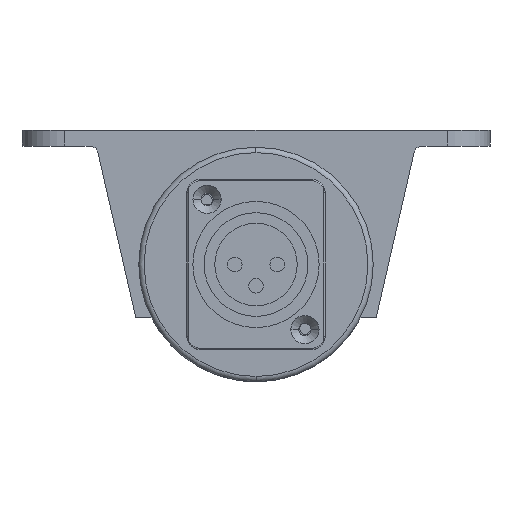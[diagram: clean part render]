
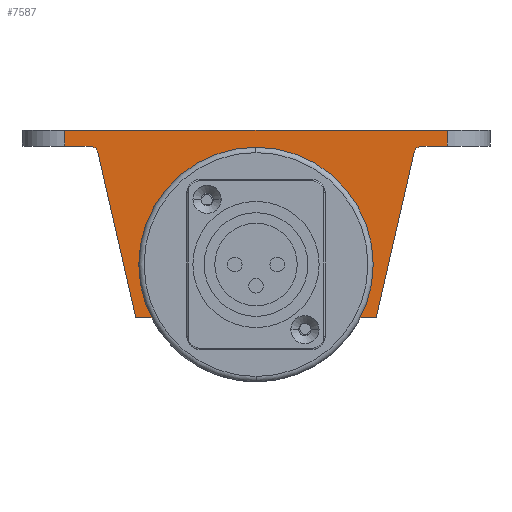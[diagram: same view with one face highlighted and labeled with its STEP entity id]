
A CAD part, front view. The second image highlights one B-rep face of the part: STEP entity #7587.
In plain terms, the highlighted face is planar.
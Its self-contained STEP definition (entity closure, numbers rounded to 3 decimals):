
#101 = DIRECTION ( 'NONE',  ( 0., -1., 0. ) ) ;
#361 = VERTEX_POINT ( 'NONE', #2552 ) ;
#381 = VECTOR ( 'NONE', #11359, 1000. ) ;
#475 = EDGE_CURVE ( 'NONE', #7239, #5064, #2258, .T. ) ;
#496 = DIRECTION ( 'NONE',  ( 0., -1., 0. ) ) ;
#501 = LINE ( 'NONE', #11657, #3102 ) ;
#524 = VERTEX_POINT ( 'NONE', #2077 ) ;
#541 = CARTESIAN_POINT ( 'NONE',  ( -30., 25.25, 16. ) ) ;
#598 = CIRCLE ( 'NONE', #12681, 20.25 ) ;
#693 = AXIS2_PLACEMENT_3D ( 'NONE', #10800, #4941, #11811 ) ;
#859 = DIRECTION ( 'NONE',  ( 1., 0., 0. ) ) ;
#922 = VECTOR ( 'NONE', #1577, 1000. ) ;
#928 = CARTESIAN_POINT ( 'NONE',  ( 31.195, 20.75, 16. ) ) ;
#1229 = LINE ( 'NONE', #3532, #922 ) ;
#1438 = ORIENTED_EDGE ( 'NONE', *, *, #6657, .F. ) ;
#1577 = DIRECTION ( 'NONE',  ( 0., 1., 0. ) ) ;
#1595 = ORIENTED_EDGE ( 'NONE', *, *, #10889, .F. ) ;
#1618 = ORIENTED_EDGE ( 'NONE', *, *, #2071, .T. ) ;
#1648 = CARTESIAN_POINT ( 'NONE',  ( -22.603, -10., 16. ) ) ;
#1700 = EDGE_LOOP ( 'NONE', ( #7768, #4720, #3463, #4670, #9662, #11027, #5822, #5764, #1595, #1438, #4790, #12721, #7923, #1618, #7210, #12707 ) ) ;
#1907 = CARTESIAN_POINT ( 'NONE',  ( 36., 22.25, 16. ) ) ;
#1916 = DIRECTION ( 'NONE',  ( 1., 0., 0. ) ) ;
#1931 = VECTOR ( 'NONE', #8331, 1000. ) ;
#1988 = EDGE_CURVE ( 'NONE', #5064, #8961, #10399, .T. ) ;
#2071 = EDGE_CURVE ( 'NONE', #7673, #8702, #7176, .T. ) ;
#2077 = CARTESIAN_POINT ( 'NONE',  ( 36., 25.25, 16. ) ) ;
#2252 = PLANE ( 'NONE',  #4066 ) ;
#2258 = CIRCLE ( 'NONE', #693, 20.25 ) ;
#2496 = CARTESIAN_POINT ( 'NONE',  ( -31.195, 22.25, 16. ) ) ;
#2552 = CARTESIAN_POINT ( 'NONE',  ( 29.733, 21.085, 16. ) ) ;
#2594 = CARTESIAN_POINT ( 'NONE',  ( 0., 0., 16. ) ) ;
#2632 = EDGE_CURVE ( 'NONE', #6098, #6523, #5613, .T. ) ;
#2819 = EDGE_CURVE ( 'NONE', #6662, #3295, #9015, .T. ) ;
#2820 = EDGE_CURVE ( 'NONE', #361, #6662, #6424, .T. ) ;
#2885 = CARTESIAN_POINT ( 'NONE',  ( 30., 22.25, 16. ) ) ;
#3102 = VECTOR ( 'NONE', #3833, 1000. ) ;
#3240 = DIRECTION ( 'NONE',  ( 1., 0., 0. ) ) ;
#3295 = VERTEX_POINT ( 'NONE', #1907 ) ;
#3463 = ORIENTED_EDGE ( 'NONE', *, *, #1988, .T. ) ;
#3532 = CARTESIAN_POINT ( 'NONE',  ( -18.603, -10., 16. ) ) ;
#3582 = DIRECTION ( 'NONE',  ( 1., 0., 0. ) ) ;
#3635 = DIRECTION ( 'NONE',  ( 1., 0., 0. ) ) ;
#3798 = VECTOR ( 'NONE', #12698, 1000. ) ;
#3833 = DIRECTION ( 'NONE',  ( 0.224, 0.975, 0. ) ) ;
#3849 = VECTOR ( 'NONE', #6446, 1000. ) ;
#3961 = VERTEX_POINT ( 'NONE', #5094 ) ;
#4066 = AXIS2_PLACEMENT_3D ( 'NONE', #6169, #9121, #3240 ) ;
#4093 = CARTESIAN_POINT ( 'NONE',  ( 36., 25.25, 16. ) ) ;
#4154 = DIRECTION ( 'NONE',  ( 1., 0., 0. ) ) ;
#4260 = AXIS2_PLACEMENT_3D ( 'NONE', #2594, #9461, #3582 ) ;
#4344 = CARTESIAN_POINT ( 'NONE',  ( 18.603, -10., 16. ) ) ;
#4415 = CIRCLE ( 'NONE', #4551, 1.5 ) ;
#4551 = AXIS2_PLACEMENT_3D ( 'NONE', #11381, #5504, #12389 ) ;
#4670 = ORIENTED_EDGE ( 'NONE', *, *, #7709, .T. ) ;
#4707 = EDGE_CURVE ( 'NONE', #11752, #7673, #4415, .T. ) ;
#4720 = ORIENTED_EDGE ( 'NONE', *, *, #475, .T. ) ;
#4790 = ORIENTED_EDGE ( 'NONE', *, *, #2632, .T. ) ;
#4941 = DIRECTION ( 'NONE',  ( 0., 0., -1. ) ) ;
#5064 = VERTEX_POINT ( 'NONE', #6410 ) ;
#5094 = CARTESIAN_POINT ( 'NONE',  ( -18.603, -8., 16. ) ) ;
#5227 = LINE ( 'NONE', #4093, #10131 ) ;
#5468 = EDGE_CURVE ( 'NONE', #7132, #361, #501, .T. ) ;
#5504 = DIRECTION ( 'NONE',  ( 0., 0., -1. ) ) ;
#5613 = LINE ( 'NONE', #8435, #381 ) ;
#5753 = EDGE_CURVE ( 'NONE', #10547, #7132, #10483, .T. ) ;
#5764 = ORIENTED_EDGE ( 'NONE', *, *, #2819, .T. ) ;
#5822 = ORIENTED_EDGE ( 'NONE', *, *, #2820, .T. ) ;
#6098 = VERTEX_POINT ( 'NONE', #7795 ) ;
#6155 = LINE ( 'NONE', #541, #3849 ) ;
#6169 = CARTESIAN_POINT ( 'NONE',  ( 0., 0., 16. ) ) ;
#6193 = EDGE_CURVE ( 'NONE', #10376, #3961, #1229, .T. ) ;
#6302 = CARTESIAN_POINT ( 'NONE',  ( -29.733, 21.085, 16. ) ) ;
#6380 = CARTESIAN_POINT ( 'NONE',  ( 18.603, -8., 16. ) ) ;
#6410 = CARTESIAN_POINT ( 'NONE',  ( 20.25, 0., 16. ) ) ;
#6424 = CIRCLE ( 'NONE', #6590, 1.5 ) ;
#6446 = DIRECTION ( 'NONE',  ( 1., 0., 0. ) ) ;
#6523 = VERTEX_POINT ( 'NONE', #7215 ) ;
#6590 = AXIS2_PLACEMENT_3D ( 'NONE', #928, #7819, #1916 ) ;
#6657 = EDGE_CURVE ( 'NONE', #6098, #524, #6155, .T. ) ;
#6662 = VERTEX_POINT ( 'NONE', #10373 ) ;
#6764 = DIRECTION ( 'NONE',  ( 0., 0., -1. ) ) ;
#7132 = VERTEX_POINT ( 'NONE', #10959 ) ;
#7176 = LINE ( 'NONE', #10490, #1931 ) ;
#7210 = ORIENTED_EDGE ( 'NONE', *, *, #7400, .T. ) ;
#7215 = CARTESIAN_POINT ( 'NONE',  ( -36., 22.25, 16. ) ) ;
#7239 = VERTEX_POINT ( 'NONE', #11139 ) ;
#7400 = EDGE_CURVE ( 'NONE', #8702, #10376, #9969, .T. ) ;
#7587 = ADVANCED_FACE ( 'NONE', ( #12470 ), #2252, .T. ) ;
#7673 = VERTEX_POINT ( 'NONE', #6302 ) ;
#7709 = EDGE_CURVE ( 'NONE', #8961, #10547, #11199, .T. ) ;
#7768 = ORIENTED_EDGE ( 'NONE', *, *, #11290, .T. ) ;
#7795 = CARTESIAN_POINT ( 'NONE',  ( -36., 25.25, 16. ) ) ;
#7819 = DIRECTION ( 'NONE',  ( 0., 0., -1. ) ) ;
#7923 = ORIENTED_EDGE ( 'NONE', *, *, #4707, .T. ) ;
#8331 = DIRECTION ( 'NONE',  ( 0.224, -0.975, 0. ) ) ;
#8435 = CARTESIAN_POINT ( 'NONE',  ( -36., 25.25, 16. ) ) ;
#8618 = LINE ( 'NONE', #10029, #10600 ) ;
#8637 = CARTESIAN_POINT ( 'NONE',  ( 18.603, -10., 16. ) ) ;
#8702 = VERTEX_POINT ( 'NONE', #9705 ) ;
#8961 = VERTEX_POINT ( 'NONE', #11109 ) ;
#9015 = LINE ( 'NONE', #2885, #3798 ) ;
#9121 = DIRECTION ( 'NONE',  ( 0., 0., 1. ) ) ;
#9461 = DIRECTION ( 'NONE',  ( 0., 0., -1. ) ) ;
#9662 = ORIENTED_EDGE ( 'NONE', *, *, #5753, .T. ) ;
#9705 = CARTESIAN_POINT ( 'NONE',  ( -22.603, -10., 16. ) ) ;
#9969 = LINE ( 'NONE', #1648, #11975 ) ;
#10029 = CARTESIAN_POINT ( 'NONE',  ( 30., 22.25, 16. ) ) ;
#10131 = VECTOR ( 'NONE', #101, 1000. ) ;
#10206 = DIRECTION ( 'NONE',  ( 1., 0., 0. ) ) ;
#10373 = CARTESIAN_POINT ( 'NONE',  ( 31.195, 22.25, 16. ) ) ;
#10376 = VERTEX_POINT ( 'NONE', #11477 ) ;
#10399 = CIRCLE ( 'NONE', #4260, 20.25 ) ;
#10483 = LINE ( 'NONE', #4344, #10780 ) ;
#10490 = CARTESIAN_POINT ( 'NONE',  ( -30., 22.25, 16. ) ) ;
#10547 = VERTEX_POINT ( 'NONE', #8637 ) ;
#10600 = VECTOR ( 'NONE', #4154, 1000. ) ;
#10686 = EDGE_CURVE ( 'NONE', #6523, #11752, #8618, .T. ) ;
#10780 = VECTOR ( 'NONE', #10206, 1000. ) ;
#10800 = CARTESIAN_POINT ( 'NONE',  ( 0., 0., 16. ) ) ;
#10876 = VECTOR ( 'NONE', #496, 1000. ) ;
#10889 = EDGE_CURVE ( 'NONE', #524, #3295, #5227, .T. ) ;
#10959 = CARTESIAN_POINT ( 'NONE',  ( 22.603, -10., 16. ) ) ;
#11027 = ORIENTED_EDGE ( 'NONE', *, *, #5468, .T. ) ;
#11109 = CARTESIAN_POINT ( 'NONE',  ( 18.603, -8., 16. ) ) ;
#11139 = CARTESIAN_POINT ( 'NONE',  ( -20.25, 0., 16. ) ) ;
#11199 = LINE ( 'NONE', #6380, #10876 ) ;
#11290 = EDGE_CURVE ( 'NONE', #3961, #7239, #598, .T. ) ;
#11359 = DIRECTION ( 'NONE',  ( 0., -1., 0. ) ) ;
#11381 = CARTESIAN_POINT ( 'NONE',  ( -31.195, 20.75, 16. ) ) ;
#11477 = CARTESIAN_POINT ( 'NONE',  ( -18.603, -10., 16. ) ) ;
#11657 = CARTESIAN_POINT ( 'NONE',  ( 22.603, -10., 16. ) ) ;
#11752 = VERTEX_POINT ( 'NONE', #2496 ) ;
#11811 = DIRECTION ( 'NONE',  ( 1., 0., 0. ) ) ;
#11975 = VECTOR ( 'NONE', #3635, 1000. ) ;
#12389 = DIRECTION ( 'NONE',  ( 1., 0., 0. ) ) ;
#12470 = FACE_OUTER_BOUND ( 'NONE', #1700, .T. ) ;
#12669 = CARTESIAN_POINT ( 'NONE',  ( 0., 0., 16. ) ) ;
#12681 = AXIS2_PLACEMENT_3D ( 'NONE', #12669, #6764, #859 ) ;
#12698 = DIRECTION ( 'NONE',  ( 1., 0., 0. ) ) ;
#12707 = ORIENTED_EDGE ( 'NONE', *, *, #6193, .T. ) ;
#12721 = ORIENTED_EDGE ( 'NONE', *, *, #10686, .T. ) ;
